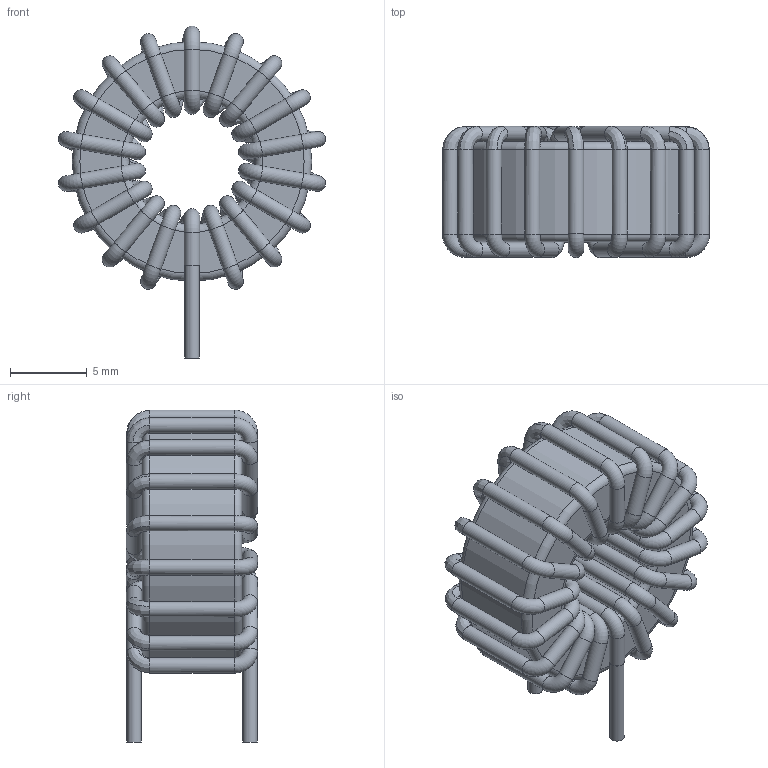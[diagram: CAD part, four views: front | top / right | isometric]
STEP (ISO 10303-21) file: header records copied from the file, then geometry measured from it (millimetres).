
FILE_DESCRIPTION(/* description */ (''),/* implementation_level */ '2;1');
FILE_NAME(/* name */ 'TorCoil.step',/* time_stamp */ '2021-11-17T21:46:40+02:00',/* author */ (''),/* organization */ (''),/* preprocessor_version */ 'ST-DEVELOPER v18.1',/* originating_system */ 'Autodesk Translation Framework v10.10.0.1391',/* authorisation */ '');
FILE_SCHEMA (('AUTOMOTIVE_DESIGN { 1 0 10303 214 3 1 1 }'));
Length unit declared in the file: millimetre
Products named in the file (1): TorCoil
Bounding box: 17.39 x 8.54 x 21.62 mm (x, y, z)
Volume: 1219.1 mm3; surface area: 2045.9 mm2
Topology: 2 solids, 2 shells, 191 faces, 550 edges, 365 vertices
Faces by surface type: cylinder 74, bspline 70, torus 41, plane 6
Full cylindrical faces by diameter (mm): 0.95 x2, 1 x70, 8.2 x1, 15.6 x1
Entity records: 23746 total; most frequent: CARTESIAN_POINT 18503, DIRECTION 1130, ORIENTED_EDGE 1100, EDGE_CURVE 550, AXIS2_PLACEMENT_3D 528, CIRCLE 406, VERTEX_POINT 365, EDGE_LOOP 195
